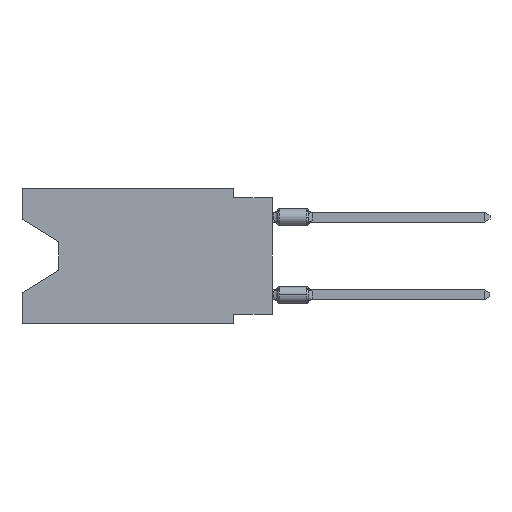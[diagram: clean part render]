
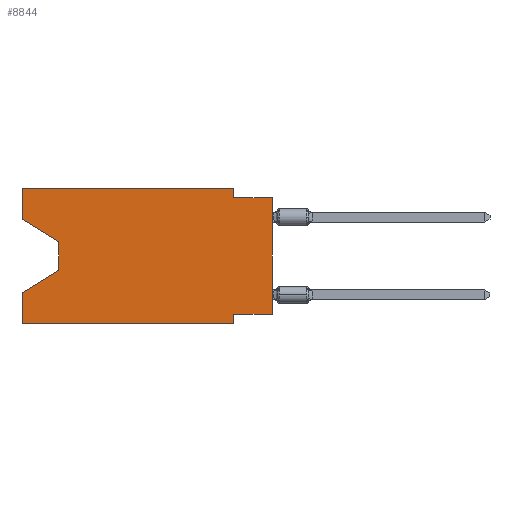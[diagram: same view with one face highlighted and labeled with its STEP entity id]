
A CAD part, left-side view. The second image highlights one B-rep face of the part: STEP entity #8844.
In plain terms, the highlighted planar face has unit normal (-1, 0, 0).
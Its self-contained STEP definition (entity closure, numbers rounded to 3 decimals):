
#195 = VERTEX_POINT ( 'NONE', #3678 ) ;
#202 = CARTESIAN_POINT ( 'NONE',  ( 0., 0., -8.255 ) ) ;
#298 = DIRECTION ( 'NONE',  ( 0., -1., 0. ) ) ;
#384 = EDGE_CURVE ( 'NONE', #7371, #12983, #14441, .T. ) ;
#617 = CARTESIAN_POINT ( 'NONE',  ( 0., 0., -8.255 ) ) ;
#1032 = CARTESIAN_POINT ( 'NONE',  ( 0., 13.97, -3.505 ) ) ;
#1065 = PLANE ( 'NONE',  #2350 ) ;
#1298 = LINE ( 'NONE', #9497, #7245 ) ;
#1368 = LINE ( 'NONE', #4248, #17062 ) ;
#1587 = VECTOR ( 'NONE', #1604, 1000. ) ;
#1604 = DIRECTION ( 'NONE',  ( 0., 0., 1. ) ) ;
#2032 = DIRECTION ( 'NONE',  ( 0., 0., 1. ) ) ;
#2334 = VECTOR ( 'NONE', #2822, 1000. ) ;
#2350 = AXIS2_PLACEMENT_3D ( 'NONE', #15214, #17905, #10822 ) ;
#2700 = EDGE_CURVE ( 'NONE', #3471, #17602, #12012, .T. ) ;
#2822 = DIRECTION ( 'NONE',  ( 0., 0., -1. ) ) ;
#2945 = CARTESIAN_POINT ( 'NONE',  ( 0., 2.54, 0. ) ) ;
#3022 = ORIENTED_EDGE ( 'NONE', *, *, #384, .T. ) ;
#3471 = VERTEX_POINT ( 'NONE', #17109 ) ;
#3678 = CARTESIAN_POINT ( 'NONE',  ( 0., 16.383, -6.852 ) ) ;
#3890 = ORIENTED_EDGE ( 'NONE', *, *, #13999, .F. ) ;
#3919 = CARTESIAN_POINT ( 'NONE',  ( 0., 16.383, 0. ) ) ;
#4074 = VECTOR ( 'NONE', #13542, 1000. ) ;
#4248 = CARTESIAN_POINT ( 'NONE',  ( 0., 0., -0.635 ) ) ;
#4421 = CARTESIAN_POINT ( 'NONE',  ( 0., 2.54, -8.89 ) ) ;
#4491 = CARTESIAN_POINT ( 'NONE',  ( 0., 16.383, 0. ) ) ;
#4493 = CARTESIAN_POINT ( 'NONE',  ( 0., 0., 0. ) ) ;
#4725 = VECTOR ( 'NONE', #18205, 1000. ) ;
#5251 = CARTESIAN_POINT ( 'NONE',  ( 0., 16.383, -2.038 ) ) ;
#5299 = ORIENTED_EDGE ( 'NONE', *, *, #13530, .T. ) ;
#5305 = CARTESIAN_POINT ( 'NONE',  ( 0., 2.54, -8.255 ) ) ;
#5369 = VERTEX_POINT ( 'NONE', #11220 ) ;
#6483 = LINE ( 'NONE', #9198, #17249 ) ;
#6859 = CARTESIAN_POINT ( 'NONE',  ( 0., 13.97, -5.385 ) ) ;
#7241 = EDGE_CURVE ( 'NONE', #5369, #12463, #12401, .T. ) ;
#7245 = VECTOR ( 'NONE', #18320, 1000. ) ;
#7371 = VERTEX_POINT ( 'NONE', #15472 ) ;
#7463 = ORIENTED_EDGE ( 'NONE', *, *, #11741, .T. ) ;
#7464 = CARTESIAN_POINT ( 'NONE',  ( 0., 16.383, -8.89 ) ) ;
#7469 = VECTOR ( 'NONE', #11085, 1000. ) ;
#7478 = ORIENTED_EDGE ( 'NONE', *, *, #13153, .F. ) ;
#7658 = EDGE_LOOP ( 'NONE', ( #5299, #17336, #12504, #7478, #3022, #11253, #7725, #7463, #3890, #11932, #15959, #12660 ) ) ;
#7725 = ORIENTED_EDGE ( 'NONE', *, *, #17484, .F. ) ;
#8133 = EDGE_CURVE ( 'NONE', #13486, #12983, #11384, .T. ) ;
#8472 = EDGE_CURVE ( 'NONE', #17602, #195, #15043, .T. ) ;
#8550 = CARTESIAN_POINT ( 'NONE',  ( 0., 2.54, -0.635 ) ) ;
#8579 = EDGE_CURVE ( 'NONE', #12463, #15165, #8729, .T. ) ;
#8643 = DIRECTION ( 'NONE',  ( 0., 0., -1. ) ) ;
#8729 = LINE ( 'NONE', #2945, #18094 ) ;
#8782 = VERTEX_POINT ( 'NONE', #5251 ) ;
#8844 = ADVANCED_FACE ( 'NONE', ( #12231 ), #1065, .F. ) ;
#9198 = CARTESIAN_POINT ( 'NONE',  ( 0., 16.383, 0. ) ) ;
#9333 = CARTESIAN_POINT ( 'NONE',  ( 0., 2.54, -8.89 ) ) ;
#9497 = CARTESIAN_POINT ( 'NONE',  ( 0., 16.383, -2.038 ) ) ;
#9595 = EDGE_CURVE ( 'NONE', #8782, #5369, #6483, .T. ) ;
#10248 = VERTEX_POINT ( 'NONE', #17174 ) ;
#10822 = DIRECTION ( 'NONE',  ( 0., 0., -1. ) ) ;
#11085 = DIRECTION ( 'NONE',  ( 0., -1., 0. ) ) ;
#11220 = CARTESIAN_POINT ( 'NONE',  ( 0., 16.383, 0. ) ) ;
#11253 = ORIENTED_EDGE ( 'NONE', *, *, #8133, .F. ) ;
#11323 = DIRECTION ( 'NONE',  ( 0., -1., 0. ) ) ;
#11369 = DIRECTION ( 'NONE',  ( 0., 0., 1. ) ) ;
#11384 = LINE ( 'NONE', #4421, #2334 ) ;
#11741 = EDGE_CURVE ( 'NONE', #16312, #10248, #17250, .T. ) ;
#11932 = ORIENTED_EDGE ( 'NONE', *, *, #8579, .F. ) ;
#12012 = LINE ( 'NONE', #1032, #16214 ) ;
#12231 = FACE_OUTER_BOUND ( 'NONE', #7658, .T. ) ;
#12401 = LINE ( 'NONE', #3919, #7469 ) ;
#12427 = VECTOR ( 'NONE', #11369, 1000. ) ;
#12463 = VERTEX_POINT ( 'NONE', #17656 ) ;
#12504 = ORIENTED_EDGE ( 'NONE', *, *, #8472, .T. ) ;
#12660 = ORIENTED_EDGE ( 'NONE', *, *, #9595, .F. ) ;
#12983 = VERTEX_POINT ( 'NONE', #9333 ) ;
#13153 = EDGE_CURVE ( 'NONE', #7371, #195, #14545, .T. ) ;
#13486 = VERTEX_POINT ( 'NONE', #5305 ) ;
#13530 = EDGE_CURVE ( 'NONE', #8782, #3471, #1298, .T. ) ;
#13542 = DIRECTION ( 'NONE',  ( 0., 1., 0. ) ) ;
#13787 = DIRECTION ( 'NONE',  ( 0., 0., -1. ) ) ;
#13999 = EDGE_CURVE ( 'NONE', #15165, #10248, #1368, .T. ) ;
#14441 = LINE ( 'NONE', #7464, #15643 ) ;
#14545 = LINE ( 'NONE', #4491, #1587 ) ;
#15043 = LINE ( 'NONE', #6859, #4725 ) ;
#15165 = VERTEX_POINT ( 'NONE', #8550 ) ;
#15214 = CARTESIAN_POINT ( 'NONE',  ( 0., 16.383, 0. ) ) ;
#15472 = CARTESIAN_POINT ( 'NONE',  ( 0., 16.383, -8.89 ) ) ;
#15643 = VECTOR ( 'NONE', #298, 1000. ) ;
#15959 = ORIENTED_EDGE ( 'NONE', *, *, #7241, .F. ) ;
#16214 = VECTOR ( 'NONE', #13787, 1000. ) ;
#16312 = VERTEX_POINT ( 'NONE', #202 ) ;
#17062 = VECTOR ( 'NONE', #11323, 1000. ) ;
#17109 = CARTESIAN_POINT ( 'NONE',  ( 0., 13.97, -3.505 ) ) ;
#17174 = CARTESIAN_POINT ( 'NONE',  ( 0., 0., -0.635 ) ) ;
#17249 = VECTOR ( 'NONE', #2032, 1000. ) ;
#17250 = LINE ( 'NONE', #4493, #12427 ) ;
#17336 = ORIENTED_EDGE ( 'NONE', *, *, #2700, .T. ) ;
#17484 = EDGE_CURVE ( 'NONE', #16312, #13486, #17985, .T. ) ;
#17602 = VERTEX_POINT ( 'NONE', #18359 ) ;
#17656 = CARTESIAN_POINT ( 'NONE',  ( 0., 2.54, 0. ) ) ;
#17905 = DIRECTION ( 'NONE',  ( 1., 0., 0. ) ) ;
#17985 = LINE ( 'NONE', #617, #4074 ) ;
#18094 = VECTOR ( 'NONE', #8643, 1000. ) ;
#18205 = DIRECTION ( 'NONE',  ( 0., 0.855, -0.519 ) ) ;
#18320 = DIRECTION ( 'NONE',  ( 0., -0.855, -0.519 ) ) ;
#18359 = CARTESIAN_POINT ( 'NONE',  ( 0., 13.97, -5.385 ) ) ;
